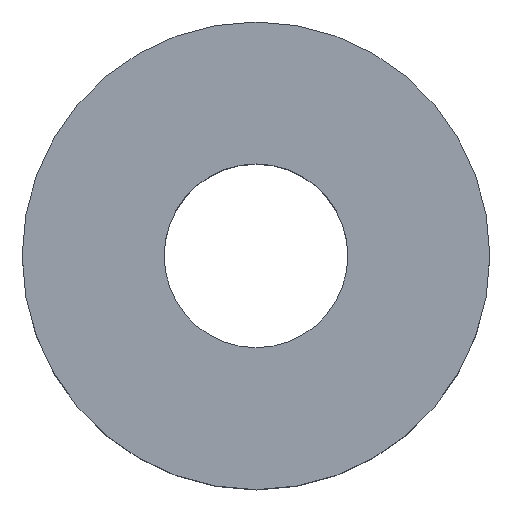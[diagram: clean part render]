
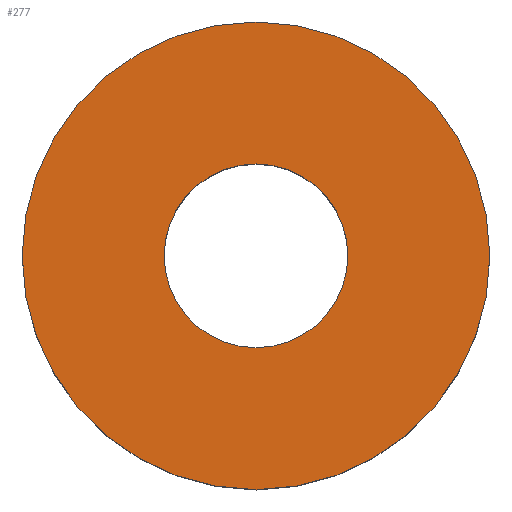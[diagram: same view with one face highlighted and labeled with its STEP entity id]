
A CAD part, top view. The second image highlights one B-rep face of the part: STEP entity #277.
In plain terms, the highlighted planar face has unit normal (0, 0, 1).
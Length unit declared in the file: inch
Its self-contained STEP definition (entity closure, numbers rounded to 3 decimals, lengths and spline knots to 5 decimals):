
#137=CARTESIAN_POINT('',(-1.75,0.0,0.0));
#138=VERTEX_POINT('',#137);
#147=CARTESIAN_POINT('',(1.75,0.,0.0));
#148=VERTEX_POINT('',#147);
#149=CARTESIAN_POINT('',(0.0,0.0,0.0));
#150=DIRECTION('',(0.0,0.0,1.0));
#151=DIRECTION('',(-1.0,0.0,0.0));
#152=AXIS2_PLACEMENT_3D('',#149,#150,#151);
#153=CIRCLE('',#152,1.75);
#154=EDGE_CURVE('',#148,#138,#153,.T.);
#181=CARTESIAN_POINT('',(-0.6875,0.0,0.0));
#182=VERTEX_POINT('',#181);
#198=CARTESIAN_POINT('',(0.6875,0.,0.0));
#199=VERTEX_POINT('',#198);
#206=CARTESIAN_POINT('',(0.0,0.0,0.0));
#207=DIRECTION('',(0.0,0.0,-1.0));
#208=DIRECTION('',(-1.0,0.0,0.0));
#209=AXIS2_PLACEMENT_3D('',#206,#207,#208);
#210=CIRCLE('',#209,0.6875);
#211=EDGE_CURVE('',#182,#199,#210,.T.);
#222=CARTESIAN_POINT('',(0.0,0.0,0.0));
#223=DIRECTION('',(0.0,0.0,-1.0));
#224=DIRECTION('',(-1.0,0.0,0.0));
#225=AXIS2_PLACEMENT_3D('',#222,#223,#224);
#226=CIRCLE('',#225,0.6875);
#227=EDGE_CURVE('',#199,#182,#226,.T.);
#254=CARTESIAN_POINT('',(0.0,0.0,0.0));
#255=DIRECTION('',(0.0,0.0,1.0));
#256=DIRECTION('',(-1.0,0.0,0.0));
#257=AXIS2_PLACEMENT_3D('',#254,#255,#256);
#258=CIRCLE('',#257,1.75);
#259=EDGE_CURVE('',#138,#148,#258,.T.);
#264=CARTESIAN_POINT('',(0.0,0.0,0.0));
#265=DIRECTION('',(0.0,0.0,1.0));
#266=DIRECTION('',(1.0,0.0,0.0));
#267=AXIS2_PLACEMENT_3D('',#264,#265,#266);
#268=PLANE('',#267);
#269=ORIENTED_EDGE('',*,*,#259,.T.);
#270=ORIENTED_EDGE('',*,*,#154,.T.);
#271=EDGE_LOOP('',(#269,#270));
#272=FACE_OUTER_BOUND('',#271,.T.);
#273=ORIENTED_EDGE('',*,*,#211,.T.);
#274=ORIENTED_EDGE('',*,*,#227,.T.);
#275=EDGE_LOOP('',(#273,#274));
#276=FACE_BOUND('',#275,.T.);
#277=ADVANCED_FACE('',(#272,#276),#268,.T.);
